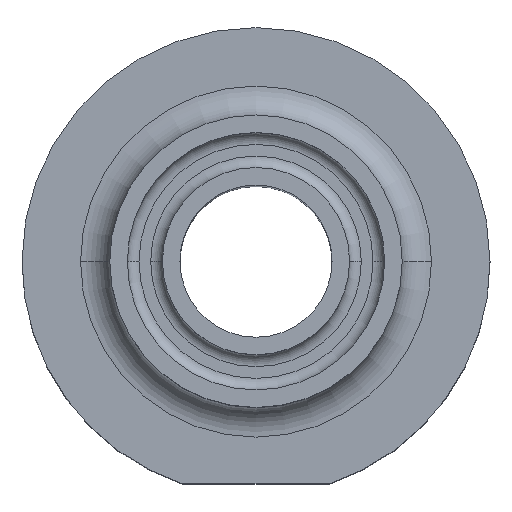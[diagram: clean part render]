
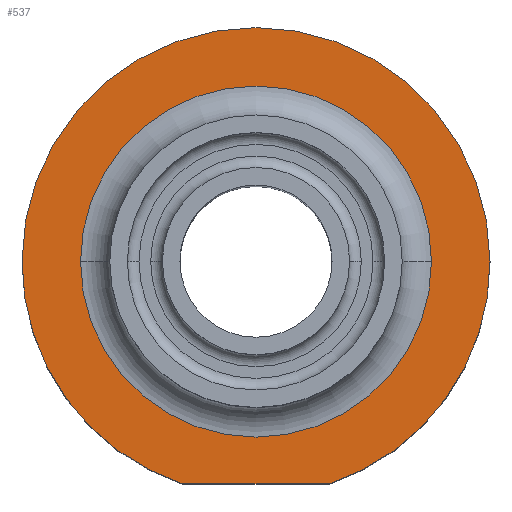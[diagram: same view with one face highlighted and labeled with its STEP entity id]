
A CAD part, top view. The second image highlights one B-rep face of the part: STEP entity #537.
In plain terms, the highlighted planar face has unit normal (0, 0, 1).
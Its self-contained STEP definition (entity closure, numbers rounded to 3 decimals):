
#154 = DIRECTION ( 'NONE',  ( 0., 0., 1. ) ) ;
#196 = VERTEX_POINT ( 'NONE', #751 ) ;
#208 = DIRECTION ( 'NONE',  ( 0., 0., 1. ) ) ;
#212 = DIRECTION ( 'NONE',  ( 1., 0., 0. ) ) ;
#234 = ORIENTED_EDGE ( 'NONE', *, *, #1009, .T. ) ;
#254 = AXIS2_PLACEMENT_3D ( 'NONE', #1047, #861, #863 ) ;
#270 = EDGE_CURVE ( 'NONE', #936, #816, #482, .T. ) ;
#272 = CARTESIAN_POINT ( 'NONE',  ( -30., 0., 25. ) ) ;
#286 = EDGE_CURVE ( 'NONE', #1131, #196, #1288, .T. ) ;
#288 = FACE_BOUND ( 'NONE', #1349, .T. ) ;
#324 = FACE_OUTER_BOUND ( 'NONE', #1090, .T. ) ;
#335 = PLANE ( 'NONE',  #254 ) ;
#394 = CARTESIAN_POINT ( 'NONE',  ( 0., 0., 25. ) ) ;
#410 = EDGE_CURVE ( 'NONE', #196, #1220, #620, .T. ) ;
#482 = CIRCLE ( 'NONE', #541, 30. ) ;
#489 = ORIENTED_EDGE ( 'NONE', *, *, #1301, .F. ) ;
#512 = CARTESIAN_POINT ( 'NONE',  ( -12.49, -38., 25. ) ) ;
#521 = ORIENTED_EDGE ( 'NONE', *, *, #270, .T. ) ;
#526 = DIRECTION ( 'NONE',  ( 0., 0., 1. ) ) ;
#527 = CARTESIAN_POINT ( 'NONE',  ( 0., 0., 25. ) ) ;
#537 = ADVANCED_FACE ( 'NONE', ( #288, #324 ), #335, .T. ) ;
#541 = AXIS2_PLACEMENT_3D ( 'NONE', #844, #1295, #949 ) ;
#558 = ORIENTED_EDGE ( 'NONE', *, *, #748, .T. ) ;
#606 = AXIS2_PLACEMENT_3D ( 'NONE', #1296, #154, #1122 ) ;
#620 = CIRCLE ( 'NONE', #918, 40. ) ;
#640 = CARTESIAN_POINT ( 'NONE',  ( 30., 0., 25. ) ) ;
#653 = DIRECTION ( 'NONE',  ( 0., 0., -1. ) ) ;
#656 = DIRECTION ( 'NONE',  ( 1., 0., 0. ) ) ;
#732 = CARTESIAN_POINT ( 'NONE',  ( -40., 0., 25. ) ) ;
#748 = EDGE_CURVE ( 'NONE', #1220, #1178, #897, .T. ) ;
#751 = CARTESIAN_POINT ( 'NONE',  ( 40., 0., 25. ) ) ;
#816 = VERTEX_POINT ( 'NONE', #272 ) ;
#817 = LINE ( 'NONE', #1203, #1032 ) ;
#830 = ORIENTED_EDGE ( 'NONE', *, *, #410, .T. ) ;
#844 = CARTESIAN_POINT ( 'NONE',  ( 0., 0., 25. ) ) ;
#861 = DIRECTION ( 'NONE',  ( 0., 0., 1. ) ) ;
#863 = DIRECTION ( 'NONE',  ( 1., 0., 0. ) ) ;
#897 = CIRCLE ( 'NONE', #998, 40. ) ;
#901 = CARTESIAN_POINT ( 'NONE',  ( 12.49, -38., 25. ) ) ;
#911 = AXIS2_PLACEMENT_3D ( 'NONE', #1276, #653, #656 ) ;
#918 = AXIS2_PLACEMENT_3D ( 'NONE', #394, #208, #212 ) ;
#936 = VERTEX_POINT ( 'NONE', #640 ) ;
#949 = DIRECTION ( 'NONE',  ( 1., 0., 0. ) ) ;
#998 = AXIS2_PLACEMENT_3D ( 'NONE', #527, #526, #1281 ) ;
#1005 = DIRECTION ( 'NONE',  ( -1., 0., 0. ) ) ;
#1009 = EDGE_CURVE ( 'NONE', #816, #936, #1249, .T. ) ;
#1032 = VECTOR ( 'NONE', #1005, 1000. ) ;
#1047 = CARTESIAN_POINT ( 'NONE',  ( 0., 0., 25. ) ) ;
#1090 = EDGE_LOOP ( 'NONE', ( #489, #1184, #830, #558 ) ) ;
#1122 = DIRECTION ( 'NONE',  ( 1., 0., 0. ) ) ;
#1131 = VERTEX_POINT ( 'NONE', #901 ) ;
#1178 = VERTEX_POINT ( 'NONE', #512 ) ;
#1184 = ORIENTED_EDGE ( 'NONE', *, *, #286, .T. ) ;
#1203 = CARTESIAN_POINT ( 'NONE',  ( 0., -38., 25. ) ) ;
#1220 = VERTEX_POINT ( 'NONE', #732 ) ;
#1249 = CIRCLE ( 'NONE', #911, 30. ) ;
#1276 = CARTESIAN_POINT ( 'NONE',  ( 0., 0., 25. ) ) ;
#1281 = DIRECTION ( 'NONE',  ( 1., 0., 0. ) ) ;
#1288 = CIRCLE ( 'NONE', #606, 40. ) ;
#1295 = DIRECTION ( 'NONE',  ( 0., 0., -1. ) ) ;
#1296 = CARTESIAN_POINT ( 'NONE',  ( 0., 0., 25. ) ) ;
#1301 = EDGE_CURVE ( 'NONE', #1131, #1178, #817, .T. ) ;
#1349 = EDGE_LOOP ( 'NONE', ( #521, #234 ) ) ;
